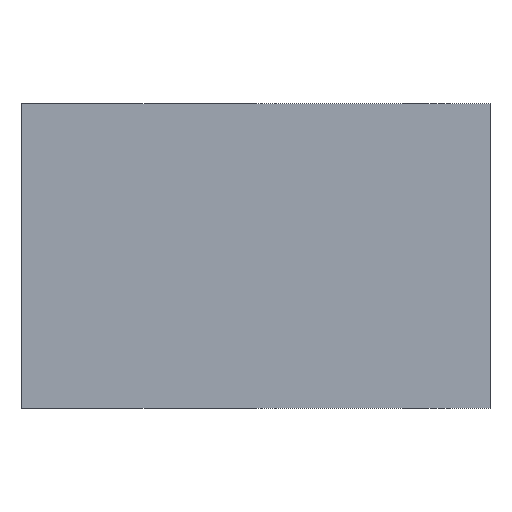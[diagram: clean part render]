
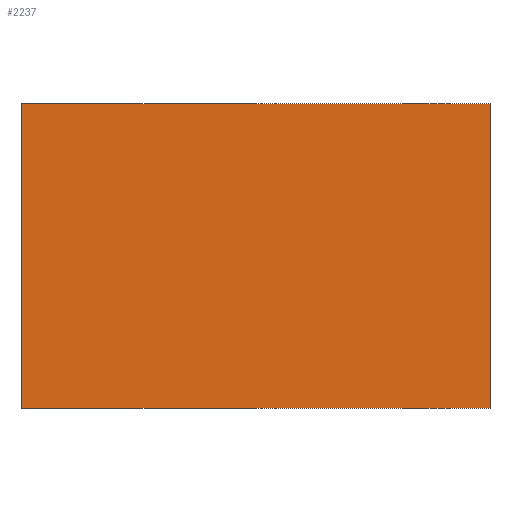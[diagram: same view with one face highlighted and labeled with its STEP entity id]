
A CAD part, front view. The second image highlights one B-rep face of the part: STEP entity #2237.
In plain terms, the highlighted planar face has unit normal (0, -1, 0).
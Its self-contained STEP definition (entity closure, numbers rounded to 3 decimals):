
#168=LINE('',#3412,#326);
#180=LINE('',#3454,#338);
#223=LINE('',#3758,#381);
#225=LINE('',#3769,#383);
#326=VECTOR('',#2689,1000.);
#338=VECTOR('',#2721,1000.);
#381=VECTOR('',#2902,1000.);
#383=VECTOR('',#2914,1000.);
#678=ORIENTED_EDGE('',*,*,#1239,.T.);
#679=ORIENTED_EDGE('',*,*,#1108,.F.);
#680=ORIENTED_EDGE('',*,*,#1233,.F.);
#681=ORIENTED_EDGE('',*,*,#1129,.T.);
#1108=EDGE_CURVE('',#1412,#1413,#168,.T.);
#1129=EDGE_CURVE('',#1433,#1432,#180,.T.);
#1233=EDGE_CURVE('',#1433,#1412,#223,.T.);
#1239=EDGE_CURVE('',#1432,#1413,#225,.T.);
#1412=VERTEX_POINT('',#3411);
#1413=VERTEX_POINT('',#3413);
#1432=VERTEX_POINT('',#3453);
#1433=VERTEX_POINT('',#3455);
#1752=EDGE_LOOP('',(#678,#679,#680,#681));
#1964=FACE_BOUND('',#1752,.T.);
#2141=PLANE('',#2460);
#2237=ADVANCED_FACE('',(#1964),#2141,.F.);
#2460=AXIS2_PLACEMENT_3D('',#3770,#2915,#2916);
#2689=DIRECTION('',(0.,0.,-1.));
#2721=DIRECTION('',(0.,0.,-1.));
#2902=DIRECTION('',(1.,0.,0.));
#2914=DIRECTION('',(1.,0.,0.));
#2915=DIRECTION('',(0.,1.,0.));
#2916=DIRECTION('',(0.,0.,1.));
#3411=CARTESIAN_POINT('',(40.,0.,26.));
#3412=CARTESIAN_POINT('',(40.,0.,26.));
#3413=CARTESIAN_POINT('',(40.,0.,-26.));
#3453=CARTESIAN_POINT('',(-40.,0.,-26.));
#3454=CARTESIAN_POINT('',(-40.,0.,26.));
#3455=CARTESIAN_POINT('',(-40.,0.,26.));
#3758=CARTESIAN_POINT('',(-40.,0.,26.));
#3769=CARTESIAN_POINT('',(-40.,0.,-26.));
#3770=CARTESIAN_POINT('',(-40.,0.,26.));
